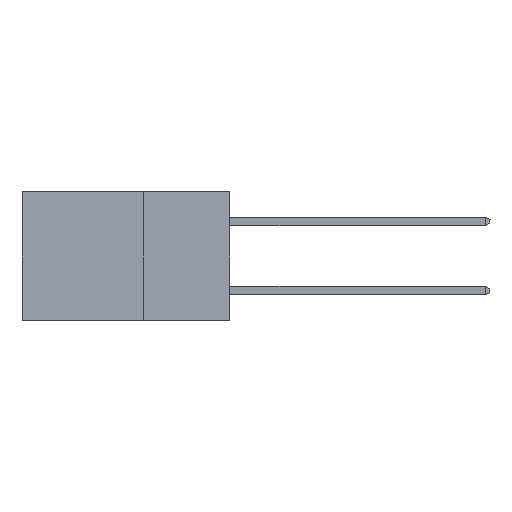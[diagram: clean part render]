
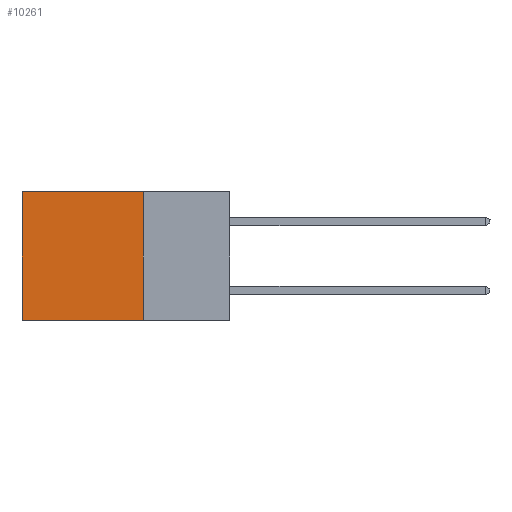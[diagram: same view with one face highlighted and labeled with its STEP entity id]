
A CAD part, left-side view. The second image highlights one B-rep face of the part: STEP entity #10261.
In plain terms, the highlighted planar face has unit normal (-1, 0, 0).
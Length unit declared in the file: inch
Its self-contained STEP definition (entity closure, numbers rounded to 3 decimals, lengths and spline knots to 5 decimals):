
#374 = EDGE_CURVE ( 'NONE', #12766, #4308, #7086, .T. ) ;
#837 = DIRECTION ( 'NONE',  ( 1., 0., 0. ) ) ;
#1666 = AXIS2_PLACEMENT_3D ( 'NONE', #6382, #837, #7729 ) ;
#1880 = CARTESIAN_POINT ( 'NONE',  ( 0.2615, 0.25, 0. ) ) ;
#2891 = DIRECTION ( 'NONE',  ( 0., 1., 0. ) ) ;
#3696 = DIRECTION ( 'NONE',  ( 0., 1., 0. ) ) ;
#4308 = VERTEX_POINT ( 'NONE', #20223 ) ;
#5620 = ORIENTED_EDGE ( 'NONE', *, *, #374, .T. ) ;
#5753 = EDGE_CURVE ( 'NONE', #19101, #12766, #18893, .T. ) ;
#5858 = ORIENTED_EDGE ( 'NONE', *, *, #5753, .T. ) ;
#6382 = CARTESIAN_POINT ( 'NONE',  ( 0.2615, 0.25, -0.37 ) ) ;
#6655 = CARTESIAN_POINT ( 'NONE',  ( 0.2615, 0.6, -0.37 ) ) ;
#7086 = LINE ( 'NONE', #6655, #7338 ) ;
#7338 = VECTOR ( 'NONE', #8468, 39.37008 ) ;
#7729 = DIRECTION ( 'NONE',  ( 0., 0., -1. ) ) ;
#8113 = VECTOR ( 'NONE', #3696, 39.37008 ) ;
#8468 = DIRECTION ( 'NONE',  ( 0., 0., -1. ) ) ;
#9975 = ORIENTED_EDGE ( 'NONE', *, *, #15908, .F. ) ;
#10261 = ADVANCED_FACE ( 'NONE', ( #16587 ), #14790, .F. ) ;
#10583 = CARTESIAN_POINT ( 'NONE',  ( 0.2615, 0.25, 0. ) ) ;
#11516 = CARTESIAN_POINT ( 'NONE',  ( 0.2615, 0.25, -0.37 ) ) ;
#12532 = CARTESIAN_POINT ( 'NONE',  ( 0.2615, 0.6, 0. ) ) ;
#12766 = VERTEX_POINT ( 'NONE', #12532 ) ;
#13035 = VECTOR ( 'NONE', #2891, 39.37008 ) ;
#13440 = LINE ( 'NONE', #20325, #13035 ) ;
#14790 = PLANE ( 'NONE',  #1666 ) ;
#15172 = VECTOR ( 'NONE', #17759, 39.37008 ) ;
#15908 = EDGE_CURVE ( 'NONE', #19101, #20070, #19795, .T. ) ;
#16177 = CARTESIAN_POINT ( 'NONE',  ( 0.2615, 0.25, -0.37 ) ) ;
#16587 = FACE_OUTER_BOUND ( 'NONE', #20449, .T. ) ;
#16600 = EDGE_CURVE ( 'NONE', #20070, #4308, #13440, .T. ) ;
#17759 = DIRECTION ( 'NONE',  ( 0., 0., -1. ) ) ;
#18499 = ORIENTED_EDGE ( 'NONE', *, *, #16600, .F. ) ;
#18893 = LINE ( 'NONE', #1880, #8113 ) ;
#19101 = VERTEX_POINT ( 'NONE', #10583 ) ;
#19795 = LINE ( 'NONE', #16177, #15172 ) ;
#20070 = VERTEX_POINT ( 'NONE', #11516 ) ;
#20223 = CARTESIAN_POINT ( 'NONE',  ( 0.2615, 0.6, -0.37 ) ) ;
#20325 = CARTESIAN_POINT ( 'NONE',  ( 0.2615, 0.25, -0.37 ) ) ;
#20449 = EDGE_LOOP ( 'NONE', ( #5620, #18499, #9975, #5858 ) ) ;
